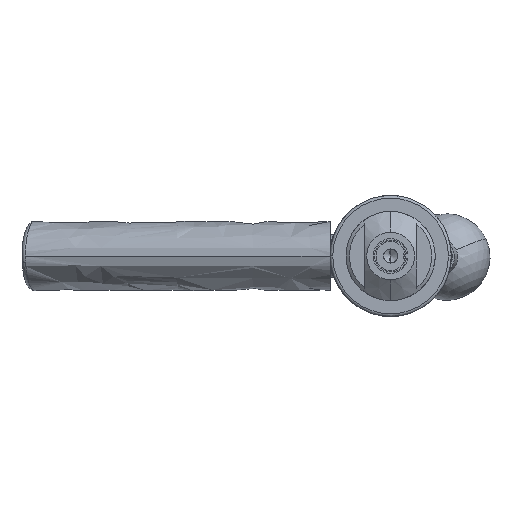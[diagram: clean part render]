
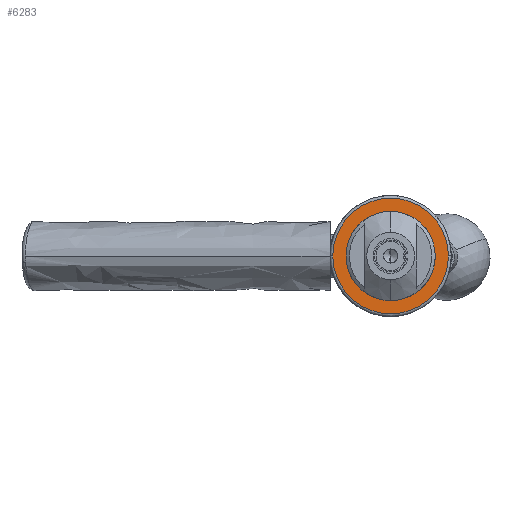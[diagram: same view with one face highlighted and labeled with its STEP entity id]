
A CAD part, left-side view. The second image highlights one B-rep face of the part: STEP entity #6283.
In plain terms, the highlighted planar face has unit normal (-1, 0, 0).
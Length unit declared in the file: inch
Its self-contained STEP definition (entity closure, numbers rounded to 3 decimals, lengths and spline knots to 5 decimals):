
#1 = CARTESIAN_POINT ( 'NONE',  ( -3.921, -0.875, 0. ) ) ;
#223 = AXIS2_PLACEMENT_3D ( 'NONE', #6194, #1055, #3782 ) ;
#342 = AXIS2_PLACEMENT_3D ( 'NONE', #1, #3979, #1259 ) ;
#566 = DIRECTION ( 'NONE',  ( -1., 0., 0. ) ) ;
#767 = CARTESIAN_POINT ( 'NONE',  ( -3.921, 0., 0.27344 ) ) ;
#918 = FACE_OUTER_BOUND ( 'NONE', #16254, .T. ) ;
#1055 = DIRECTION ( 'NONE',  ( -1., 0., 0. ) ) ;
#1114 = AXIS2_PLACEMENT_3D ( 'NONE', #5783, #566, #14475 ) ;
#1259 = DIRECTION ( 'NONE',  ( 0., -1., 0. ) ) ;
#1639 = ORIENTED_EDGE ( 'NONE', *, *, #12745, .F. ) ;
#1665 = ORIENTED_EDGE ( 'NONE', *, *, #4075, .T. ) ;
#1884 = CARTESIAN_POINT ( 'NONE',  ( -3.921, -0.835, 0. ) ) ;
#2428 = CIRCLE ( 'NONE', #1114, 0.27344 ) ;
#3016 = AXIS2_PLACEMENT_3D ( 'NONE', #7442, #16410, #4929 ) ;
#3782 = DIRECTION ( 'NONE',  ( 0., -1., 0. ) ) ;
#3979 = DIRECTION ( 'NONE',  ( 1., 0., 0. ) ) ;
#4075 = EDGE_CURVE ( 'NONE', #10001, #5379, #14199, .T. ) ;
#4635 = VERTEX_POINT ( 'NONE', #5083 ) ;
#4818 = VERTEX_POINT ( 'NONE', #767 ) ;
#4929 = DIRECTION ( 'NONE',  ( 0., 0., -1. ) ) ;
#5083 = CARTESIAN_POINT ( 'NONE',  ( -3.921, 0., -0.27344 ) ) ;
#5121 = CIRCLE ( 'NONE', #3016, 0.27344 ) ;
#5379 = VERTEX_POINT ( 'NONE', #1884 ) ;
#5783 = CARTESIAN_POINT ( 'NONE',  ( -3.921, 0., 0. ) ) ;
#5968 = PLANE ( 'NONE',  #342 ) ;
#6194 = CARTESIAN_POINT ( 'NONE',  ( -3.921, 0., 0. ) ) ;
#6283 = ADVANCED_FACE ( 'NONE', ( #12335, #918 ), #5968, .F. ) ;
#7442 = CARTESIAN_POINT ( 'NONE',  ( -3.921, 0., 0. ) ) ;
#7936 = EDGE_CURVE ( 'NONE', #4635, #4818, #2428, .T. ) ;
#8323 = AXIS2_PLACEMENT_3D ( 'NONE', #10730, #13141, #10647 ) ;
#10001 = VERTEX_POINT ( 'NONE', #10036 ) ;
#10036 = CARTESIAN_POINT ( 'NONE',  ( -3.921, 0.835, 0. ) ) ;
#10647 = DIRECTION ( 'NONE',  ( 0., -1., 0. ) ) ;
#10730 = CARTESIAN_POINT ( 'NONE',  ( -3.921, 0., 0. ) ) ;
#11211 = EDGE_CURVE ( 'NONE', #5379, #10001, #15636, .T. ) ;
#12175 = ORIENTED_EDGE ( 'NONE', *, *, #11211, .T. ) ;
#12335 = FACE_BOUND ( 'NONE', #12871, .T. ) ;
#12745 = EDGE_CURVE ( 'NONE', #4818, #4635, #5121, .T. ) ;
#12871 = EDGE_LOOP ( 'NONE', ( #13528, #1639 ) ) ;
#13141 = DIRECTION ( 'NONE',  ( -1., 0., 0. ) ) ;
#13528 = ORIENTED_EDGE ( 'NONE', *, *, #7936, .F. ) ;
#14199 = CIRCLE ( 'NONE', #8323, 0.835 ) ;
#14475 = DIRECTION ( 'NONE',  ( 0., 0., -1. ) ) ;
#15636 = CIRCLE ( 'NONE', #223, 0.835 ) ;
#16254 = EDGE_LOOP ( 'NONE', ( #12175, #1665 ) ) ;
#16410 = DIRECTION ( 'NONE',  ( -1., 0., 0. ) ) ;
